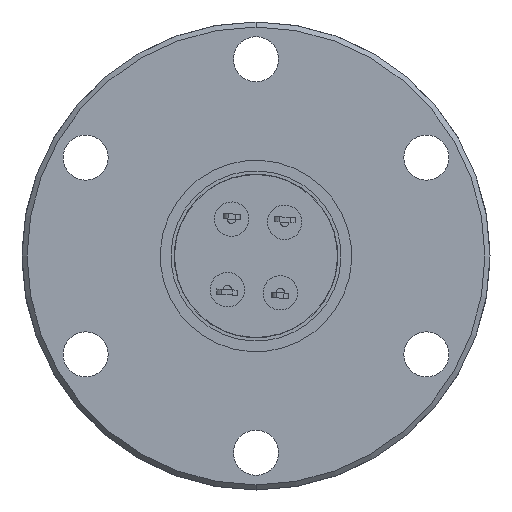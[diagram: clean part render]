
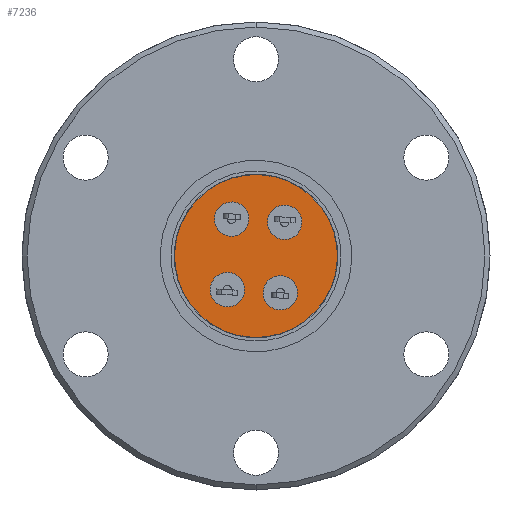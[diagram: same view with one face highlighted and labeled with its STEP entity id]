
A CAD part, front view. The second image highlights one B-rep face of the part: STEP entity #7236.
In plain terms, the highlighted planar face has unit normal (0, -1, 0).
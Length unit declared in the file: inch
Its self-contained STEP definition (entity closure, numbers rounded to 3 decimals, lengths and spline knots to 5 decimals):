
#183 = DIRECTION ( 'NONE',  ( -0.998, 0., 0.061 ) ) ;
#184 = DIRECTION ( 'NONE',  ( 0., 1., 0. ) ) ;
#185 = CARTESIAN_POINT ( 'NONE',  ( -0.16838, -1.95412, -0.19758 ) ) ;
#731 = ORIENTED_EDGE ( 'NONE', *, *, #6895, .F. ) ;
#737 = ORIENTED_EDGE ( 'NONE', *, *, #6995, .T. ) ;
#738 = ORIENTED_EDGE ( 'NONE', *, *, #7418, .F. ) ;
#742 = ORIENTED_EDGE ( 'NONE', *, *, #7393, .T. ) ;
#743 = ORIENTED_EDGE ( 'NONE', *, *, #878, .T. ) ;
#754 = ORIENTED_EDGE ( 'NONE', *, *, #7386, .T. ) ;
#878 = EDGE_CURVE ( 'NONE', #5390, #5434, #9547, .T. ) ;
#960 = CARTESIAN_POINT ( 'NONE',  ( 0.16841, -1.95412, 0.19808 ) ) ;
#961 = DIRECTION ( 'NONE',  ( 0., 1., 0. ) ) ;
#962 = DIRECTION ( 'NONE',  ( -0.998, 0., 0.061 ) ) ;
#965 = CARTESIAN_POINT ( 'NONE',  ( 0.14307, -1.95412, -0.21614 ) ) ;
#966 = DIRECTION ( 'NONE',  ( 0., 1., 0. ) ) ;
#967 = DIRECTION ( 'NONE',  ( -0.998, 0., 0.061 ) ) ;
#993 = CARTESIAN_POINT ( 'NONE',  ( -0.16838, -1.95412, -0.19758 ) ) ;
#994 = DIRECTION ( 'NONE',  ( 0., 1., 0. ) ) ;
#995 = DIRECTION ( 'NONE',  ( -0.998, 0., 0.061 ) ) ;
#1001 = CARTESIAN_POINT ( 'NONE',  ( -0.14304, -1.95412, 0.21664 ) ) ;
#1002 = DIRECTION ( 'NONE',  ( 0., 1., 0. ) ) ;
#1003 = DIRECTION ( 'NONE',  ( -0.998, 0., 0.061 ) ) ;
#1071 = CARTESIAN_POINT ( 'NONE',  ( 0., -1.95412, 0. ) ) ;
#1072 = DIRECTION ( 'NONE',  ( 0., 1., 0. ) ) ;
#1073 = DIRECTION ( 'NONE',  ( -0.998, 0., 0.061 ) ) ;
#2112 = DIRECTION ( 'NONE',  ( -0.998, 0., 0.061 ) ) ;
#2113 = DIRECTION ( 'NONE',  ( 0., 1., 0. ) ) ;
#2114 = CARTESIAN_POINT ( 'NONE',  ( -0.14304, -1.95412, 0.21664 ) ) ;
#2340 = CARTESIAN_POINT ( 'NONE',  ( -0.06757, -1.95412, -0.20375 ) ) ;
#2347 = CARTESIAN_POINT ( 'NONE',  ( -0.24385, -1.95412, 0.22281 ) ) ;
#2367 = CARTESIAN_POINT ( 'NONE',  ( 0.24388, -1.95412, -0.22231 ) ) ;
#2374 = CARTESIAN_POINT ( 'NONE',  ( 0.0676, -1.95412, 0.20425 ) ) ;
#2383 = CARTESIAN_POINT ( 'NONE',  ( -0.26919, -1.95412, -0.19142 ) ) ;
#2386 = CARTESIAN_POINT ( 'NONE',  ( -0.47761, -1.95412, 0.02923 ) ) ;
#2388 = CARTESIAN_POINT ( 'NONE',  ( 0.26922, -1.95412, 0.19191 ) ) ;
#2397 = CARTESIAN_POINT ( 'NONE',  ( 0.47761, -1.95412, -0.02923 ) ) ;
#2403 = CARTESIAN_POINT ( 'NONE',  ( 0.04225, -1.95412, -0.20997 ) ) ;
#2422 = CARTESIAN_POINT ( 'NONE',  ( -0.04222, -1.95412, 0.21047 ) ) ;
#2979 = AXIS2_PLACEMENT_3D ( 'NONE', #4380, #4379, #4378 ) ;
#2980 = CIRCLE ( 'NONE', #2979, 0.101 ) ;
#3096 = AXIS2_PLACEMENT_3D ( 'NONE', #9408, #9407, #9406 ) ;
#3101 = CIRCLE ( 'NONE', #3096, 0.4785 ) ;
#3500 = ORIENTED_EDGE ( 'NONE', *, *, #6861, .T. ) ;
#3503 = ORIENTED_EDGE ( 'NONE', *, *, #7395, .T. ) ;
#3508 = ORIENTED_EDGE ( 'NONE', *, *, #7387, .T. ) ;
#3509 = ORIENTED_EDGE ( 'NONE', *, *, #6820, .T. ) ;
#4378 = DIRECTION ( 'NONE',  ( -0.998, 0., 0.061 ) ) ;
#4379 = DIRECTION ( 'NONE',  ( 0., 1., 0. ) ) ;
#4380 = CARTESIAN_POINT ( 'NONE',  ( 0.16841, -1.95412, 0.19808 ) ) ;
#5356 = VERTEX_POINT ( 'NONE', #2422 ) ;
#5370 = VERTEX_POINT ( 'NONE', #2403 ) ;
#5376 = VERTEX_POINT ( 'NONE', #2397 ) ;
#5385 = VERTEX_POINT ( 'NONE', #2388 ) ;
#5387 = VERTEX_POINT ( 'NONE', #2386 ) ;
#5390 = VERTEX_POINT ( 'NONE', #2383 ) ;
#5399 = VERTEX_POINT ( 'NONE', #2374 ) ;
#5406 = VERTEX_POINT ( 'NONE', #2367 ) ;
#5426 = VERTEX_POINT ( 'NONE', #2347 ) ;
#5434 = VERTEX_POINT ( 'NONE', #2340 ) ;
#5627 = EDGE_LOOP ( 'NONE', ( #737, #754 ) ) ;
#5629 = EDGE_LOOP ( 'NONE', ( #743, #742 ) ) ;
#5630 = EDGE_LOOP ( 'NONE', ( #3500, #3508 ) ) ;
#5635 = EDGE_LOOP ( 'NONE', ( #3509, #3503 ) ) ;
#5644 = EDGE_LOOP ( 'NONE', ( #731, #738 ) ) ;
#6434 = AXIS2_PLACEMENT_3D ( 'NONE', #1071, #1072, #1073 ) ;
#6449 = CIRCLE ( 'NONE', #6434, 0.4785 ) ;
#6474 = CIRCLE ( 'NONE', #6478, 0.101 ) ;
#6478 = AXIS2_PLACEMENT_3D ( 'NONE', #1001, #1002, #1003 ) ;
#6480 = AXIS2_PLACEMENT_3D ( 'NONE', #993, #994, #995 ) ;
#6486 = AXIS2_PLACEMENT_3D ( 'NONE', #965, #966, #967 ) ;
#6488 = AXIS2_PLACEMENT_3D ( 'NONE', #960, #961, #962 ) ;
#6489 = CIRCLE ( 'NONE', #6486, 0.101 ) ;
#6491 = CIRCLE ( 'NONE', #6488, 0.101 ) ;
#6502 = CIRCLE ( 'NONE', #6480, 0.101 ) ;
#6686 = AXIS2_PLACEMENT_3D ( 'NONE', #8829, #8833, #8834 ) ;
#6820 = EDGE_CURVE ( 'NONE', #5426, #5356, #9466, .T. ) ;
#6861 = EDGE_CURVE ( 'NONE', #5370, #5406, #9605, .T. ) ;
#6895 = EDGE_CURVE ( 'NONE', #5387, #5376, #3101, .T. ) ;
#6995 = EDGE_CURVE ( 'NONE', #5399, #5385, #2980, .T. ) ;
#7236 = ADVANCED_FACE ( 'NONE', ( #8823, #8824, #8830, #8819, #8822 ), #8832, .T. ) ;
#7386 = EDGE_CURVE ( 'NONE', #5385, #5399, #6491, .T. ) ;
#7387 = EDGE_CURVE ( 'NONE', #5406, #5370, #6489, .T. ) ;
#7393 = EDGE_CURVE ( 'NONE', #5434, #5390, #6502, .T. ) ;
#7395 = EDGE_CURVE ( 'NONE', #5356, #5426, #6474, .T. ) ;
#7418 = EDGE_CURVE ( 'NONE', #5376, #5387, #6449, .T. ) ;
#8173 = DIRECTION ( 'NONE',  ( -0.998, 0., 0.061 ) ) ;
#8174 = DIRECTION ( 'NONE',  ( 0., 1., 0. ) ) ;
#8175 = CARTESIAN_POINT ( 'NONE',  ( 0.14307, -1.95412, -0.21614 ) ) ;
#8819 = FACE_BOUND ( 'NONE', #5629, .T. ) ;
#8822 = FACE_BOUND ( 'NONE', #5627, .T. ) ;
#8823 = FACE_BOUND ( 'NONE', #5630, .T. ) ;
#8824 = FACE_BOUND ( 'NONE', #5635, .T. ) ;
#8829 = CARTESIAN_POINT ( 'NONE',  ( 0., -1.95412, 0. ) ) ;
#8830 = FACE_OUTER_BOUND ( 'NONE', #5644, .T. ) ;
#8832 = PLANE ( 'NONE',  #6686 ) ;
#8833 = DIRECTION ( 'NONE',  ( 0., -1., 0. ) ) ;
#8834 = DIRECTION ( 'NONE',  ( 0.998, 0., -0.061 ) ) ;
#9406 = DIRECTION ( 'NONE',  ( -0.998, 0., 0.061 ) ) ;
#9407 = DIRECTION ( 'NONE',  ( 0., 1., 0. ) ) ;
#9408 = CARTESIAN_POINT ( 'NONE',  ( 0., -1.95412, 0. ) ) ;
#9463 = AXIS2_PLACEMENT_3D ( 'NONE', #2114, #2113, #2112 ) ;
#9466 = CIRCLE ( 'NONE', #9463, 0.101 ) ;
#9547 = CIRCLE ( 'NONE', #9688, 0.101 ) ;
#9605 = CIRCLE ( 'NONE', #9669, 0.101 ) ;
#9669 = AXIS2_PLACEMENT_3D ( 'NONE', #8175, #8174, #8173 ) ;
#9688 = AXIS2_PLACEMENT_3D ( 'NONE', #185, #184, #183 ) ;
